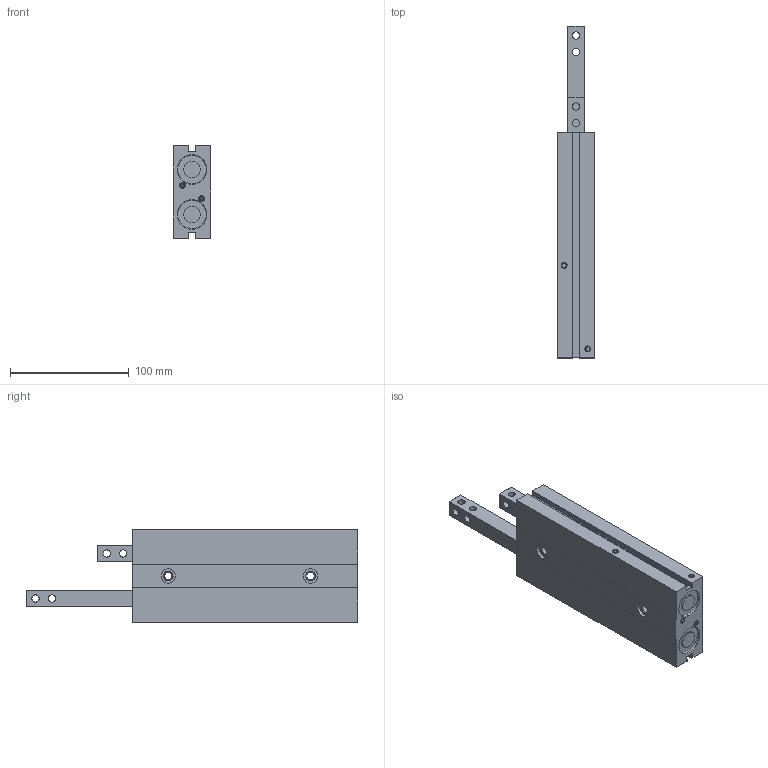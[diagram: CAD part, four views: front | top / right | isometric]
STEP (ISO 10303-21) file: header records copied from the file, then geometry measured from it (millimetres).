
FILE_DESCRIPTION(/* description */ ('STEP AP214'),/* implementation_level */ '2;1');
FILE_NAME(/* name */ '529354_HPV-22-60-A',/* time_stamp */ '2024-08-29T11:22:08+02:00',/* author */ ('License CC BY-ND 4.0'),/* organization */ ('CADENAS'),/* preprocessor_version */ 'ST-DEVELOPER v19.3',/* originating_system */ 'PARTsolutions',/* authorisation */ ' ');
FILE_SCHEMA (('AUTOMOTIVE_DESIGN {1 0 10303 214 3 1 1}'));
Length unit declared in the file: millimetre
Products named in the file (4): 529354 HPV-22-60-A---(0_1); 529354 HPV-22-60-A---(ZR_0_1); 529354 HPV-22-60-A---(JAW); DIN-913 - M5x5
Assembly tree (5 placements, depth 2):
  529354 HPV-22-60-A---(0_1)
    529354 HPV-22-60-A---(ZR_0_1)
    529354 HPV-22-60-A---(JAW)  x2
    DIN-913 - M5x5  x2
Bounding box: 32 x 280 x 78 mm (x, y, z)
Volume: 428034.3 mm3; surface area: 101843.4 mm2
Topology: 5 solids, 5 shells, 265 faces, 614 edges, 387 vertices
Faces by surface type: plane 159, cylinder 66, cone 38, torus 2
Full cylindrical faces by diameter (mm): 2 x2, 2.6 x2, 4.134 x4, 5 x2, 6.2 x17, 6.647 x2, 10 x4, 10.4 x2, 12 x6, 14 x2, 22 x4, 24.1 x2
Entity records: 6077 total; most frequent: CARTESIAN_POINT 1045, DIRECTION 1034, ORIENTED_EDGE 892, EDGE_CURVE 446, AXIS2_PLACEMENT_3D 370, EDGE_LOOP 336, FACE_BOUND 336, VERTEX_POINT 320
